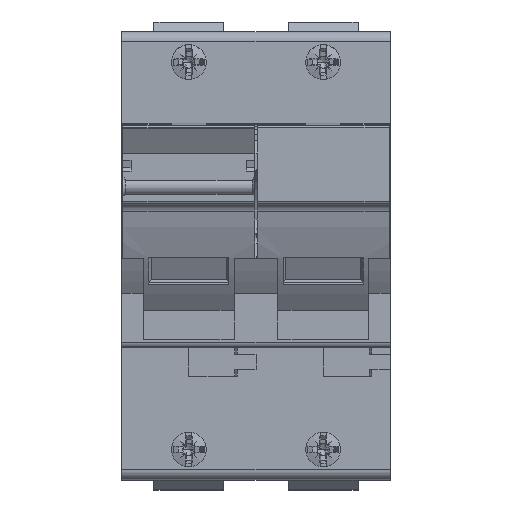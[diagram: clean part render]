
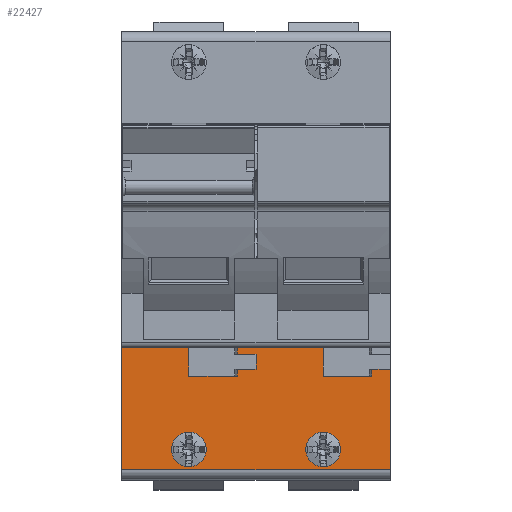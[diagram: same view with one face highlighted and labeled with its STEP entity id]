
A CAD part, top view. The second image highlights one B-rep face of the part: STEP entity #22427.
In plain terms, the highlighted planar face has unit normal (0, 0, 1).
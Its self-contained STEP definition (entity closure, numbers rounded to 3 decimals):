
#35=FACE_BOUND('',#2801,.T.);
#36=FACE_BOUND('',#2802,.T.);
#745=PLANE('',#24977);
#2089=FACE_OUTER_BOUND('',#2800,.T.);
#2800=EDGE_LOOP('',(#20396,#20397,#20398,#20399,#20400,#20401,#20402,#20403,
#20404,#20405,#20406,#20407,#20408,#20409,#20410,#20411));
#2801=EDGE_LOOP('',(#20412,#20413));
#2802=EDGE_LOOP('',(#20414,#20415));
#3477=CIRCLE('',#24978,3.5);
#3478=CIRCLE('',#24979,3.5);
#3479=CIRCLE('',#24980,3.5);
#3480=CIRCLE('',#24981,3.5);
#5601=LINE('',#37656,#8673);
#5602=LINE('',#37658,#8674);
#5603=LINE('',#37660,#8675);
#5604=LINE('',#37662,#8676);
#5605=LINE('',#37664,#8677);
#5606=LINE('',#37666,#8678);
#5607=LINE('',#37668,#8679);
#5608=LINE('',#37670,#8680);
#5609=LINE('',#37672,#8681);
#5610=LINE('',#37674,#8682);
#5611=LINE('',#37676,#8683);
#5612=LINE('',#37678,#8684);
#5613=LINE('',#37680,#8685);
#5614=LINE('',#37682,#8686);
#5615=LINE('',#37684,#8687);
#5616=LINE('',#37685,#8688);
#8673=VECTOR('',#29196,5.8);
#8674=VECTOR('',#29197,17.25);
#8675=VECTOR('',#29198,1.4);
#8676=VECTOR('',#29199,3.75);
#8677=VECTOR('',#29200,3.);
#8678=VECTOR('',#29201,3.75);
#8679=VECTOR('',#29202,1.4);
#8680=VECTOR('',#29203,9.75);
#8681=VECTOR('',#29204,5.8);
#8682=VECTOR('',#29205,13.5);
#8683=VECTOR('',#29206,24.6);
#8684=VECTOR('',#29207,54.);
#8685=VECTOR('',#29208,20.2);
#8686=VECTOR('',#29209,3.75);
#8687=VECTOR('',#29210,1.4);
#8688=VECTOR('',#29211,9.75);
#12340=VERTEX_POINT('',#37654);
#12341=VERTEX_POINT('',#37655);
#12342=VERTEX_POINT('',#37657);
#12343=VERTEX_POINT('',#37659);
#12344=VERTEX_POINT('',#37661);
#12345=VERTEX_POINT('',#37663);
#12346=VERTEX_POINT('',#37665);
#12347=VERTEX_POINT('',#37667);
#12348=VERTEX_POINT('',#37669);
#12349=VERTEX_POINT('',#37671);
#12350=VERTEX_POINT('',#37673);
#12351=VERTEX_POINT('',#37675);
#12352=VERTEX_POINT('',#37677);
#12353=VERTEX_POINT('',#37679);
#12354=VERTEX_POINT('',#37681);
#12355=VERTEX_POINT('',#37683);
#12356=VERTEX_POINT('',#37686);
#12357=VERTEX_POINT('',#37687);
#12358=VERTEX_POINT('',#37690);
#12359=VERTEX_POINT('',#37691);
#16368=EDGE_CURVE('',#12340,#12341,#5601,.T.);
#16369=EDGE_CURVE('',#12342,#12341,#5602,.T.);
#16370=EDGE_CURVE('',#12343,#12342,#5603,.T.);
#16371=EDGE_CURVE('',#12343,#12344,#5604,.T.);
#16372=EDGE_CURVE('',#12344,#12345,#5605,.T.);
#16373=EDGE_CURVE('',#12346,#12345,#5606,.T.);
#16374=EDGE_CURVE('',#12346,#12347,#5607,.T.);
#16375=EDGE_CURVE('',#12347,#12348,#5608,.T.);
#16376=EDGE_CURVE('',#12348,#12349,#5609,.T.);
#16377=EDGE_CURVE('',#12349,#12350,#5610,.T.);
#16378=EDGE_CURVE('',#12350,#12351,#5611,.T.);
#16379=EDGE_CURVE('',#12351,#12352,#5612,.T.);
#16380=EDGE_CURVE('',#12352,#12353,#5613,.T.);
#16381=EDGE_CURVE('',#12354,#12353,#5614,.T.);
#16382=EDGE_CURVE('',#12354,#12355,#5615,.T.);
#16383=EDGE_CURVE('',#12355,#12340,#5616,.T.);
#16384=EDGE_CURVE('',#12356,#12357,#3477,.T.);
#16385=EDGE_CURVE('',#12357,#12356,#3478,.T.);
#16386=EDGE_CURVE('',#12358,#12359,#3479,.T.);
#16387=EDGE_CURVE('',#12359,#12358,#3480,.T.);
#20396=ORIENTED_EDGE('',*,*,#16368,.T.);
#20397=ORIENTED_EDGE('',*,*,#16369,.F.);
#20398=ORIENTED_EDGE('',*,*,#16370,.F.);
#20399=ORIENTED_EDGE('',*,*,#16371,.T.);
#20400=ORIENTED_EDGE('',*,*,#16372,.T.);
#20401=ORIENTED_EDGE('',*,*,#16373,.F.);
#20402=ORIENTED_EDGE('',*,*,#16374,.T.);
#20403=ORIENTED_EDGE('',*,*,#16375,.T.);
#20404=ORIENTED_EDGE('',*,*,#16376,.T.);
#20405=ORIENTED_EDGE('',*,*,#16377,.T.);
#20406=ORIENTED_EDGE('',*,*,#16378,.T.);
#20407=ORIENTED_EDGE('',*,*,#16379,.T.);
#20408=ORIENTED_EDGE('',*,*,#16380,.T.);
#20409=ORIENTED_EDGE('',*,*,#16381,.F.);
#20410=ORIENTED_EDGE('',*,*,#16382,.T.);
#20411=ORIENTED_EDGE('',*,*,#16383,.T.);
#20412=ORIENTED_EDGE('',*,*,#16384,.F.);
#20413=ORIENTED_EDGE('',*,*,#16385,.F.);
#20414=ORIENTED_EDGE('',*,*,#16386,.F.);
#20415=ORIENTED_EDGE('',*,*,#16387,.F.);
#22427=ADVANCED_FACE('',(#2089,#35,#36),#745,.T.);
#24977=AXIS2_PLACEMENT_3D('',#37653,#29194,#29195);
#24978=AXIS2_PLACEMENT_3D('',#37688,#29212,#29213);
#24979=AXIS2_PLACEMENT_3D('',#37689,#29214,#29215);
#24980=AXIS2_PLACEMENT_3D('',#37692,#29216,#29217);
#24981=AXIS2_PLACEMENT_3D('',#37693,#29218,#29219);
#29194=DIRECTION('center_axis',(0.,0.,1.));
#29195=DIRECTION('ref_axis',(0.,-1.,0.));
#29196=DIRECTION('',(0.,1.,0.));
#29197=DIRECTION('',(1.,0.,0.));
#29198=DIRECTION('',(0.,1.,0.));
#29199=DIRECTION('',(1.,0.,0.));
#29200=DIRECTION('',(0.,-1.,0.));
#29201=DIRECTION('',(1.,0.,0.));
#29202=DIRECTION('',(0.,-1.,0.));
#29203=DIRECTION('',(-1.,0.,0.));
#29204=DIRECTION('',(0.,1.,0.));
#29205=DIRECTION('',(-1.,0.,0.));
#29206=DIRECTION('',(0.,-1.,0.));
#29207=DIRECTION('',(1.,0.,0.));
#29208=DIRECTION('',(0.,1.,0.));
#29209=DIRECTION('',(1.,0.,0.));
#29210=DIRECTION('',(0.,-1.,0.));
#29211=DIRECTION('',(-1.,0.,0.));
#29212=DIRECTION('center_axis',(0.,0.,1.));
#29213=DIRECTION('ref_axis',(0.,1.,0.));
#29214=DIRECTION('center_axis',(0.,0.,1.));
#29215=DIRECTION('ref_axis',(0.,-1.,0.));
#29216=DIRECTION('center_axis',(0.,0.,1.));
#29217=DIRECTION('ref_axis',(0.,1.,0.));
#29218=DIRECTION('center_axis',(0.,0.,1.));
#29219=DIRECTION('ref_axis',(0.,-1.,0.));
#37653=CARTESIAN_POINT('Origin',(13.5,-40.2,43.5));
#37654=CARTESIAN_POINT('',(40.5,-46.,43.5));
#37655=CARTESIAN_POINT('',(40.5,-40.2,43.5));
#37656=CARTESIAN_POINT('',(40.5,-46.,43.5));
#37657=CARTESIAN_POINT('',(23.25,-40.2,43.5));
#37658=CARTESIAN_POINT('',(23.25,-40.2,43.5));
#37659=CARTESIAN_POINT('',(23.25,-41.6,43.5));
#37660=CARTESIAN_POINT('',(23.25,-41.6,43.5));
#37661=CARTESIAN_POINT('',(27.,-41.6,43.5));
#37662=CARTESIAN_POINT('',(23.25,-41.6,43.5));
#37663=CARTESIAN_POINT('',(27.,-44.6,43.5));
#37664=CARTESIAN_POINT('',(27.,-41.6,43.5));
#37665=CARTESIAN_POINT('',(23.25,-44.6,43.5));
#37666=CARTESIAN_POINT('',(23.25,-44.6,43.5));
#37667=CARTESIAN_POINT('',(23.25,-46.,43.5));
#37668=CARTESIAN_POINT('',(23.25,-44.6,43.5));
#37669=CARTESIAN_POINT('',(13.5,-46.,43.5));
#37670=CARTESIAN_POINT('',(23.25,-46.,43.5));
#37671=CARTESIAN_POINT('',(13.5,-40.2,43.5));
#37672=CARTESIAN_POINT('',(13.5,-46.,43.5));
#37673=CARTESIAN_POINT('',(0.,-40.2,43.5));
#37674=CARTESIAN_POINT('',(13.5,-40.2,43.5));
#37675=CARTESIAN_POINT('',(0.,-64.8,43.5));
#37676=CARTESIAN_POINT('',(0.,-40.2,43.5));
#37677=CARTESIAN_POINT('',(54.,-64.8,43.5));
#37678=CARTESIAN_POINT('',(0.,-64.8,43.5));
#37679=CARTESIAN_POINT('',(54.,-44.6,43.5));
#37680=CARTESIAN_POINT('',(54.,-64.8,43.5));
#37681=CARTESIAN_POINT('',(50.25,-44.6,43.5));
#37682=CARTESIAN_POINT('',(50.25,-44.6,43.5));
#37683=CARTESIAN_POINT('',(50.25,-46.,43.5));
#37684=CARTESIAN_POINT('',(50.25,-44.6,43.5));
#37685=CARTESIAN_POINT('',(50.25,-46.,43.5));
#37686=CARTESIAN_POINT('',(13.5,-57.2,43.5));
#37687=CARTESIAN_POINT('',(13.5,-64.2,43.5));
#37688=CARTESIAN_POINT('Origin',(13.5,-60.7,43.5));
#37689=CARTESIAN_POINT('Origin',(13.5,-60.7,43.5));
#37690=CARTESIAN_POINT('',(40.5,-57.2,43.5));
#37691=CARTESIAN_POINT('',(40.5,-64.2,43.5));
#37692=CARTESIAN_POINT('Origin',(40.5,-60.7,43.5));
#37693=CARTESIAN_POINT('Origin',(40.5,-60.7,43.5));
